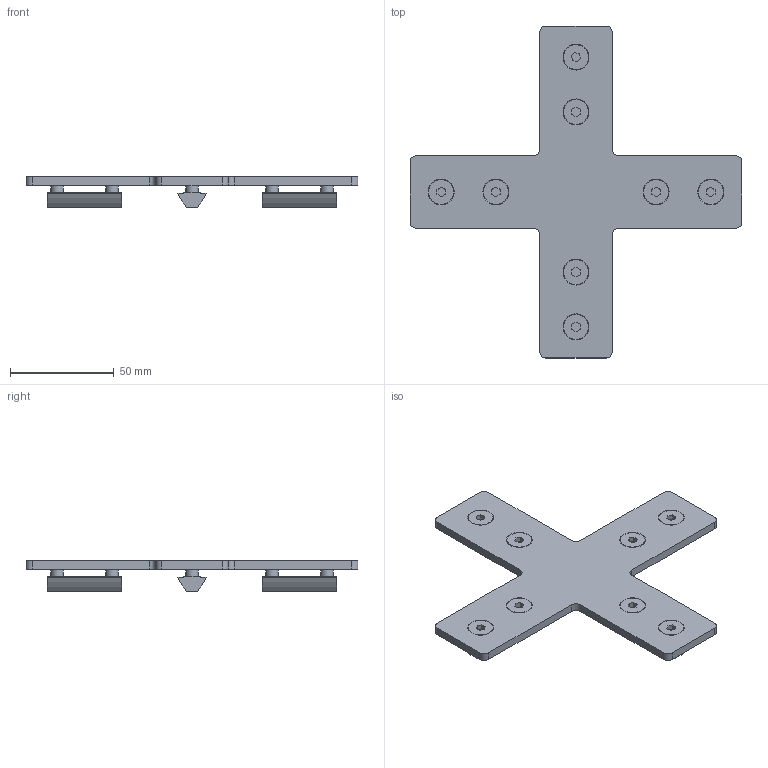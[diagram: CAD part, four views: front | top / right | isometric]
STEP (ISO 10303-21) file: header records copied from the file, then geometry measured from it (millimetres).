
FILE_DESCRIPTION(/* description */ ('Sada 4 cestný konektor'),/* implementation_level */ '2;1');
FILE_NAME(/* name */ '500001_01.stp',/* time_stamp */ '2020-10-12T10:31:03+02:00',/* author */ ('Spacek'),/* organization */ ('Alutec K&K'),/* preprocessor_version */ 'ST-DEVELOPER v18.1',/* originating_system */ 'Autodesk Inventor 2021',/* authorisation */ '');
FILE_SCHEMA (('AUTOMOTIVE_DESIGN { 1 0 10303 214 3 1 1 }'));
Length unit declared in the file: millimetre
Products named in the file (4): 500001_01; 200612.4; 321341; -
Assembly tree (13 placements, depth 2):
  500001_01
    200612.4  x8
    321341  x4
    -
Bounding box: 160 x 160 x 14.7 mm (x, y, z)
Volume: 50372.8 mm3; surface area: 32338.4 mm2
Topology: 13 solids, 13 shells, 202 faces, 488 edges, 320 vertices
Faces by surface type: plane 118, cylinder 52, cone 24, torus 8
Full cylindrical faces by diameter (mm): 4.917 x8, 6 x8, 6.5 x8, 12 x8
Entity records: 2344 total; most frequent: DIRECTION 410, CARTESIAN_POINT 372, ORIENTED_EDGE 348, EDGE_CURVE 174, AXIS2_PLACEMENT_3D 151, VERTEX_POINT 113, LINE 108, VECTOR 108
